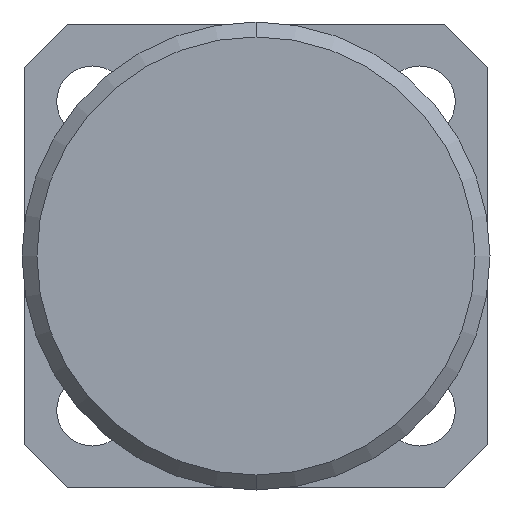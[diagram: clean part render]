
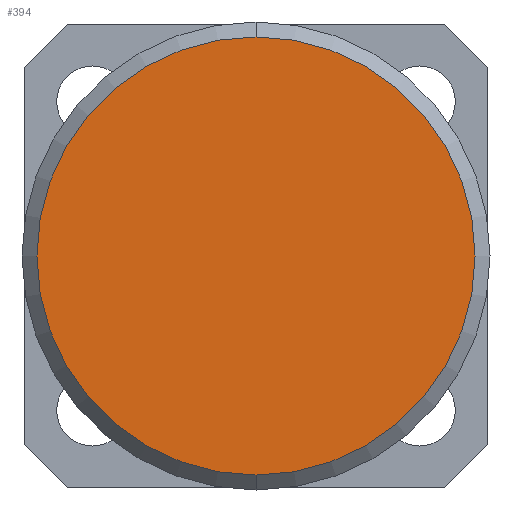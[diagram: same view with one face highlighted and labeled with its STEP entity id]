
A CAD part, left-side view. The second image highlights one B-rep face of the part: STEP entity #394.
In plain terms, the highlighted planar face has unit normal (-1, 0, 0).
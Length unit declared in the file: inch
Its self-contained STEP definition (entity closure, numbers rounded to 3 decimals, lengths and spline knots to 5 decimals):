
#66 = EDGE_CURVE ( 'NONE', #195, #893, #421, .T. ) ;
#67 = CARTESIAN_POINT ( 'NONE',  ( -1.15, 0., 0. ) ) ;
#80 = AXIS2_PLACEMENT_3D ( 'NONE', #82, #568, #370 ) ;
#82 = CARTESIAN_POINT ( 'NONE',  ( -1.15, 0., 0. ) ) ;
#104 = AXIS2_PLACEMENT_3D ( 'NONE', #67, #478, #266 ) ;
#110 = DIRECTION ( 'NONE',  ( -1., 0., 0. ) ) ;
#116 = AXIS2_PLACEMENT_3D ( 'NONE', #534, #110, #609 ) ;
#122 = EDGE_CURVE ( 'NONE', #893, #195, #509, .T. ) ;
#175 = ORIENTED_EDGE ( 'NONE', *, *, #122, .T. ) ;
#195 = VERTEX_POINT ( 'NONE', #506 ) ;
#266 = DIRECTION ( 'NONE',  ( 0., 0., 1. ) ) ;
#370 = DIRECTION ( 'NONE',  ( 0., 0., 1. ) ) ;
#394 = ADVANCED_FACE ( 'NONE', ( #412 ), #467, .T. ) ;
#412 = FACE_OUTER_BOUND ( 'NONE', #496, .T. ) ;
#421 = CIRCLE ( 'NONE', #104, 0.355 ) ;
#467 = PLANE ( 'NONE',  #116 ) ;
#478 = DIRECTION ( 'NONE',  ( -1., 0., 0. ) ) ;
#496 = EDGE_LOOP ( 'NONE', ( #806, #175 ) ) ;
#506 = CARTESIAN_POINT ( 'NONE',  ( -1.15, 0., -0.355 ) ) ;
#509 = CIRCLE ( 'NONE', #80, 0.355 ) ;
#534 = CARTESIAN_POINT ( 'NONE',  ( -1.15, 0.385, 0. ) ) ;
#568 = DIRECTION ( 'NONE',  ( -1., 0., 0. ) ) ;
#609 = DIRECTION ( 'NONE',  ( 0., 0., 1. ) ) ;
#677 = CARTESIAN_POINT ( 'NONE',  ( -1.15, 0., 0.355 ) ) ;
#806 = ORIENTED_EDGE ( 'NONE', *, *, #66, .T. ) ;
#893 = VERTEX_POINT ( 'NONE', #677 ) ;
